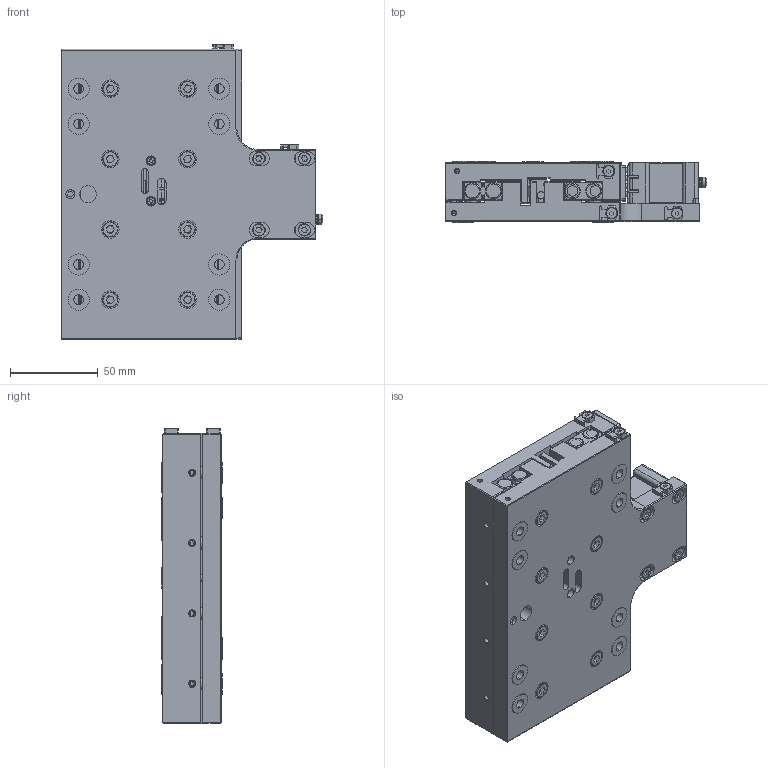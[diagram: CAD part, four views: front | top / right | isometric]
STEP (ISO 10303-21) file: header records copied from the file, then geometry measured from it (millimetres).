
FILE_DESCRIPTION (( 'STEP AP214' ), '1' );
FILE_NAME ('FBS100100-10008.STEP', '2020-05-07T06:13:56', ( 'IL01OD77172' ), ( 'Johnson Electric International AG' ), 'SwSTEP 2.0', 'SolidWorks 2015', '' );
FILE_SCHEMA (( 'AUTOMOTIVE_DESIGN' ));
Length unit declared in the file: millimetre
Products named in the file (27): WASM-RIBBED_WASM0501; F10014S101-02_F10014S101-02; SM-Set-DIN9136_SM04SP08; SM-SC-DIN9121_SM04SC16; SM-Set-DIN9136_SM03SP05; FBS100100-10008; EA00-DIN915_EA000413; F10014S102-04_F10014S102-04; WASM-RIBBED_WASM2501; HR-LS8-MOTOR_HR8-1-S-3; S768130103-00_S768130103-00; SM04FS05 DIN7991_SM03FS05; SY000082-cage_CRWG 4-120; SY000082-Rail_SY000250; SY000145; SY000144; SM-SC-DIN9121_SM25SC10; WASM-RIBBED_WASM0402; CROSS_ROLLER_FB_SY000250; SM-SC-DIN9121_SM05SC16; SY000089; CSB175S20W-00_CSB165S20W-00; EA000412; TONIC-HEAD_SY000086; Interpolator_SY000153; SY000138_SY000138-125; LOCK130002-02_LOCK130003-02
Assembly tree (74 placements, depth 3):
  FBS100100-10008
    CSB175S20W-00_CSB165S20W-00
    HR-LS8-MOTOR_HR8-1-S-3
    TONIC-HEAD_SY000086
    F10014S101-02_F10014S101-02
    F10014S102-04_F10014S102-04
    SM-SC-DIN9121_SM04SC16  x12
    WASM-RIBBED_WASM0402  x12
    SM-SC-DIN9121_SM05SC16  x8
    WASM-RIBBED_WASM0501  x8
    SM-SC-DIN9121_SM25SC10  x2
    WASM-RIBBED_WASM2501  x2
    CROSS_ROLLER_FB_SY000250  x2
      SY000082-Rail_SY000250
      SY000082-cage_CRWG 4-120
    EA000412  x4
    SM-Set-DIN9136_SM04SP08  x3
    EA00-DIN915_EA000413
    SY000144
    SY000145
    SY000138_SY000138-125
    SY000089
    LOCK130002-02_LOCK130003-02
    SM-Set-DIN9136_SM03SP05
    SM04FS05 DIN7991_SM03FS05  x5
    S768130103-00_S768130103-00
  Interpolator_SY000153
Bounding box: 148.98 x 34.5 x 167.5 mm (x, y, z)
Volume: 514427.4 mm3; surface area: 200307.5 mm2
Topology: 85 solids, 85 shells, 4104 faces, 10204 edges, 6371 vertices
Faces by surface type: plane 1954, cylinder 1187, cone 613, bspline 274, torus 76
Entity records: 120572 total; most frequent: CARTESIAN_POINT 31894, ORIENTED_EDGE 15098, DIRECTION 13985, EDGE_CURVE 7549, LINE 4985, VECTOR 4985, VERTEX_POINT 4847, AXIS2_PLACEMENT_3D 4500
